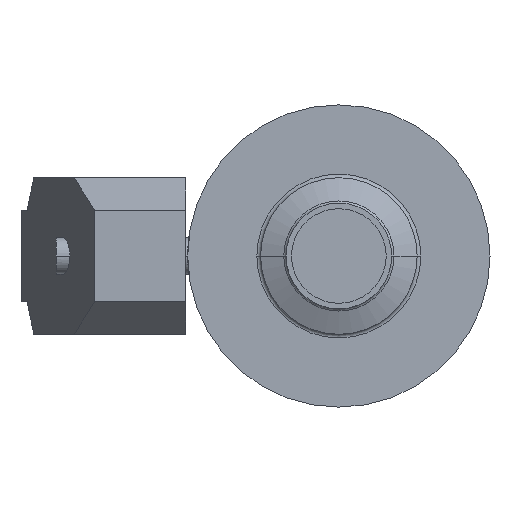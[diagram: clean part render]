
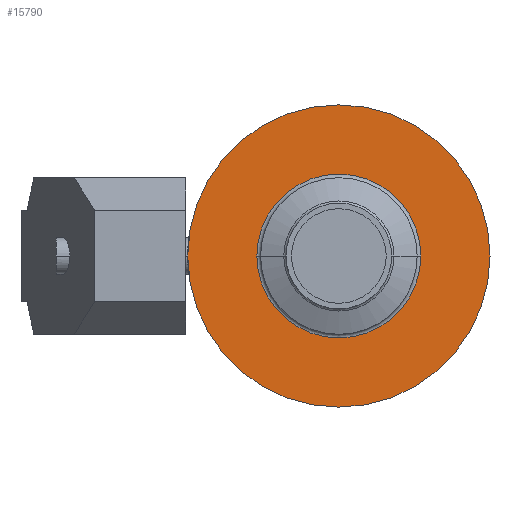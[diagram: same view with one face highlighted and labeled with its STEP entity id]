
A CAD part, left-side view. The second image highlights one B-rep face of the part: STEP entity #15790.
In plain terms, the highlighted planar face has unit normal (-1, 0, 0).
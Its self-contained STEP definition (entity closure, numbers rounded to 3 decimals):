
#15310=CARTESIAN_POINT('',(-17.288,54.277,
0.));
#15320=VERTEX_POINT('',#15310);
#15350=CARTESIAN_POINT('',(-17.288,12.777,0.));
#15360=DIRECTION('',(1.,0.,0.));
#15370=DIRECTION('',(0.,1.,0.));
#15380=AXIS2_PLACEMENT_3D('',#15350,#15360,#15370);
#15390=CIRCLE('',#15380,41.5);
#15400=CARTESIAN_POINT('',(-17.288,-28.723,0.));
#15410=VERTEX_POINT('',#15400);
#15420=EDGE_CURVE('',#15410,#15320,#15390,.T.);
#15540=CARTESIAN_POINT('',(-17.288,51.927,0.));
#15550=DIRECTION('',(1.,0.,0.));
#15560=DIRECTION('',(0.,-1.,0.));
#15570=AXIS2_PLACEMENT_3D('',#15540,#15550,#15560);
#15580=PLANE('',#15570);
#15590=CARTESIAN_POINT('',(-17.288,12.777,0.));
#15600=DIRECTION('',(1.,0.,0.));
#15610=DIRECTION('',(0.,-1.,0.));
#15620=AXIS2_PLACEMENT_3D('',#15590,#15600,#15610);
#15630=CIRCLE('',#15620,22.5);
#15640=CARTESIAN_POINT('',(-17.288,35.277,0.));
#15650=VERTEX_POINT('',#15640);
#15660=CARTESIAN_POINT('',(-17.288,-9.723,0.));
#15670=VERTEX_POINT('',#15660);
#15680=EDGE_CURVE('',#15650,#15670,#15630,.T.);
#15690=ORIENTED_EDGE('',*,*,#15680,.T.);
#15700=EDGE_CURVE('',#15670,#15650,#15630,.T.);
#15710=ORIENTED_EDGE('',*,*,#15700,.T.);
#15720=EDGE_LOOP('',(#15710,#15690));
#15730=FACE_BOUND('',#15720,.T.);
#15740=ORIENTED_EDGE('',*,*,#15420,.F.);
#15750=EDGE_CURVE('',#15320,#15410,#15390,.T.);
#15760=ORIENTED_EDGE('',*,*,#15750,.F.);
#15770=EDGE_LOOP('',(#15760,#15740));
#15780=FACE_OUTER_BOUND('',#15770,.T.);
#15790=ADVANCED_FACE('',(#15730,#15780),#15580,.F.);
